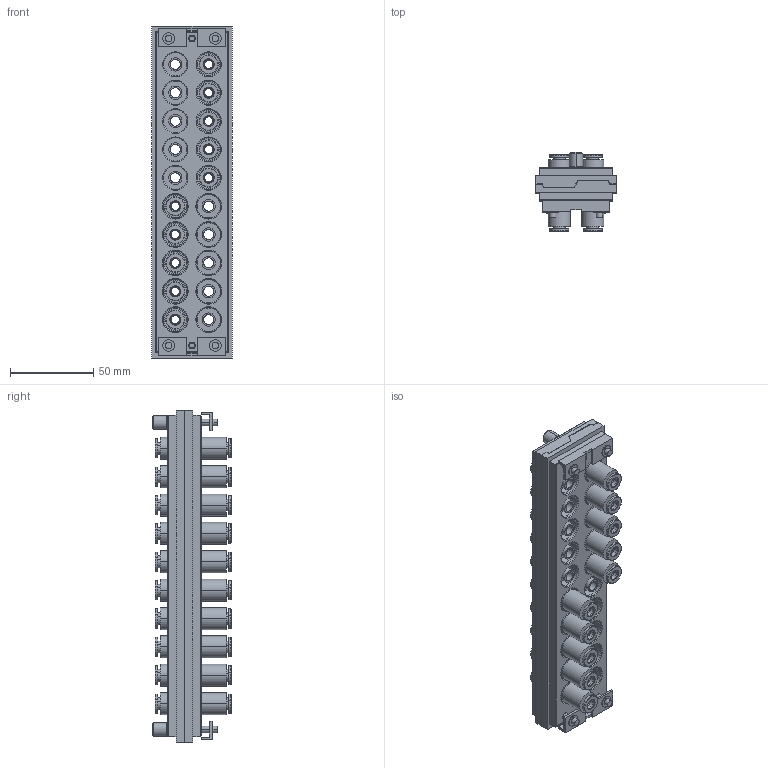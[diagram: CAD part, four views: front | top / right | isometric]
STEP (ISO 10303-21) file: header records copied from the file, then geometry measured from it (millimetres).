
FILE_DESCRIPTION (( 'STEP AP214' ), '1' );
FILE_NAME ('KDM20-06.step.step', '2012-08-23T09:08:31', ( 'SysAdmin' ), ( 'SolidWorks' ), 'SwSTEP 2.0', 'SolidWorks 2012', '' );
FILE_SCHEMA (( 'AUTOMOTIVE_DESIGN' ));
Length unit declared in the file: millimetre
Products named in the file (11): KDM20-06.step; KDM20-06.step_KDM_20A; KDM20-06.step_KDM_20; KDM20-06.step_KDMP_06; KDM20-06.step_Caps_06B; KDM20-06.step_KDMPlugSocketCap_P06B; KDM20-06.step_KDMPlugSocketCapx10_P06B; KDM20-06.step_KDMS_06; KDM20-06.step_KDMBolt; KDM20-06.step_KDMPlugSocketCapx10_S06B; KDM20-06.step_KDMPlugSocketCap_S06B
Assembly tree (27 placements, depth 4):
  KDM20-06.step
    KDM20-06.step_KDM_20A
    KDM20-06.step_KDM_20
    KDM20-06.step_KDMPlugSocketCapx10_P06B  x2
      KDM20-06.step_KDMPlugSocketCap_P06B
        KDM20-06.step_KDMP_06
        KDM20-06.step_Caps_06B
    KDM20-06.step_KDMPlugSocketCapx10_S06B  x2
      KDM20-06.step_KDMPlugSocketCap_S06B
        KDM20-06.step_KDMS_06
        KDM20-06.step_Caps_06B
    KDM20-06.step_KDMBolt  x2
Bounding box: 48 x 47.1 x 199 mm (x, y, z)
Volume: 165332 mm3; surface area: 120221.3 mm2
Topology: 64 solids, 64 shells, 1406 faces, 2952 edges, 1840 vertices
Faces by surface type: cylinder 660, plane 414, cone 212, torus 120
Entity records: 17902 total; most frequent: DIRECTION 3356, CARTESIAN_POINT 2883, ORIENTED_EDGE 2776, EDGE_CURVE 1388, AXIS2_PLACEMENT_3D 1311, VERTEX_POINT 838, EDGE_LOOP 782, VECTOR 734
